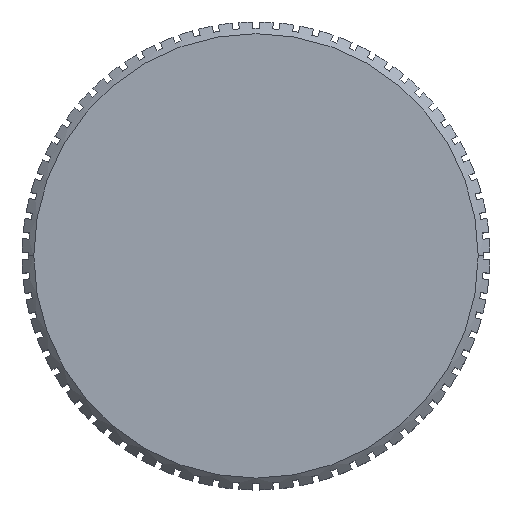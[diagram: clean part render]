
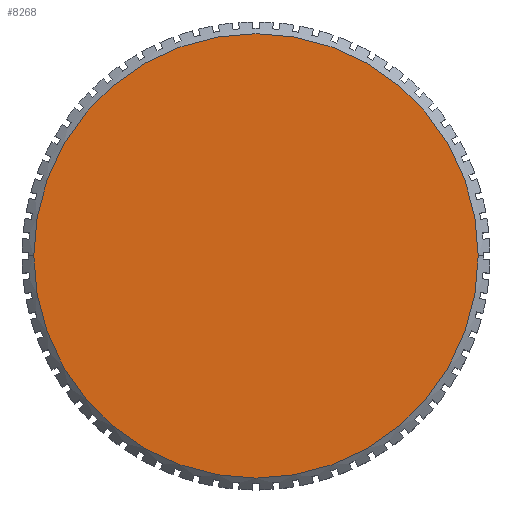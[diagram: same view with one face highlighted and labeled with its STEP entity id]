
A CAD part, top view. The second image highlights one B-rep face of the part: STEP entity #8268.
In plain terms, the highlighted planar face has unit normal (0, 0, 1).
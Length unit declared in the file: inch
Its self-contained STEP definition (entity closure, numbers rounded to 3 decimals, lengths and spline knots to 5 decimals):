
#6 = CIRCLE ( 'NONE', #7330, 0.17812 ) ;
#1800 = VERTEX_POINT ( 'NONE', #5306 ) ;
#1996 = CIRCLE ( 'NONE', #8931, 0.17812 ) ;
#2294 = CARTESIAN_POINT ( 'NONE',  ( 0., 0., 0.1875 ) ) ;
#2451 = DIRECTION ( 'NONE',  ( 1., 0., 0. ) ) ;
#2651 = EDGE_CURVE ( 'NONE', #10733, #1800, #6, .T. ) ;
#5156 = DIRECTION ( 'NONE',  ( 1., 0., 0. ) ) ;
#5306 = CARTESIAN_POINT ( 'NONE',  ( -0.17812, 0., 0.1875 ) ) ;
#5441 = DIRECTION ( 'NONE',  ( 0., 0., 1. ) ) ;
#5908 = EDGE_LOOP ( 'NONE', ( #8629, #10468 ) ) ;
#7162 = PLANE ( 'NONE',  #10693 ) ;
#7330 = AXIS2_PLACEMENT_3D ( 'NONE', #2294, #10020, #5156 ) ;
#8257 = DIRECTION ( 'NONE',  ( 1., 0., 0. ) ) ;
#8268 = ADVANCED_FACE ( 'NONE', ( #11144 ), #7162, .T. ) ;
#8629 = ORIENTED_EDGE ( 'NONE', *, *, #12014, .T. ) ;
#8931 = AXIS2_PLACEMENT_3D ( 'NONE', #9159, #5441, #8257 ) ;
#9159 = CARTESIAN_POINT ( 'NONE',  ( 0., 0., 0.1875 ) ) ;
#10020 = DIRECTION ( 'NONE',  ( 0., 0., 1. ) ) ;
#10301 = DIRECTION ( 'NONE',  ( 0., 0., 1. ) ) ;
#10468 = ORIENTED_EDGE ( 'NONE', *, *, #2651, .T. ) ;
#10693 = AXIS2_PLACEMENT_3D ( 'NONE', #11080, #10301, #2451 ) ;
#10733 = VERTEX_POINT ( 'NONE', #11602 ) ;
#11080 = CARTESIAN_POINT ( 'NONE',  ( 0., 0., 0.1875 ) ) ;
#11144 = FACE_OUTER_BOUND ( 'NONE', #5908, .T. ) ;
#11602 = CARTESIAN_POINT ( 'NONE',  ( 0.17812, 0., 0.1875 ) ) ;
#12014 = EDGE_CURVE ( 'NONE', #1800, #10733, #1996, .T. ) ;
